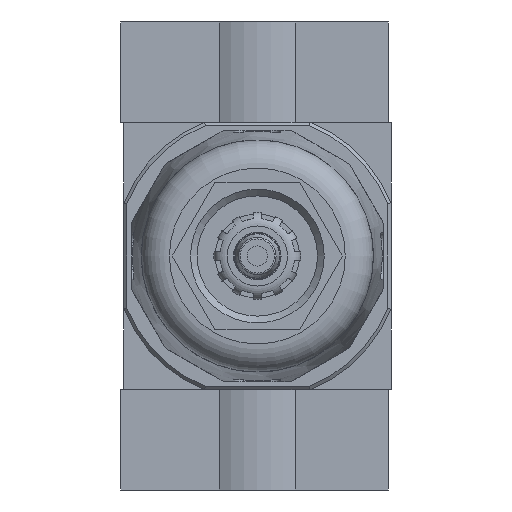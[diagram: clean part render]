
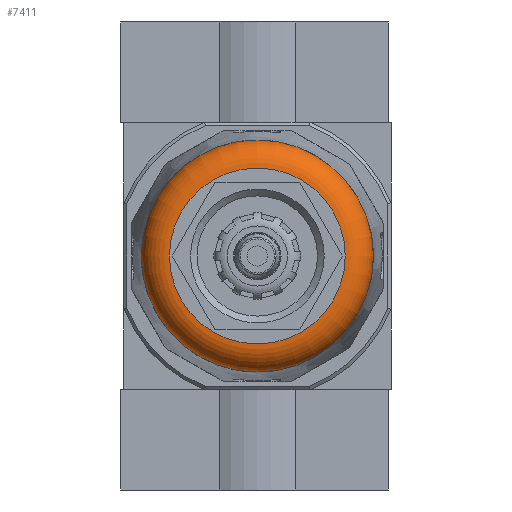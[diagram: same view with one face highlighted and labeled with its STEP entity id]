
A CAD part, front view. The second image highlights one B-rep face of the part: STEP entity #7411.
In plain terms, the highlighted toroidal (fillet/blend) face has major radius 13.15 mm and minor radius 4.2 mm.
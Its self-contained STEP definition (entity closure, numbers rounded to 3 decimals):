
#78=TOROIDAL_SURFACE('',#7920,13.15,4.2);
#1877=ORIENTED_EDGE('',*,*,#3464,.T.);
#1878=ORIENTED_EDGE('',*,*,#3463,.F.);
#3463=EDGE_CURVE('',#4256,#4256,#4762,.T.);
#3464=EDGE_CURVE('',#4257,#4257,#4763,.T.);
#4256=VERTEX_POINT('',#11187);
#4257=VERTEX_POINT('',#11190);
#4762=CIRCLE('',#7919,13.15);
#4763=CIRCLE('',#7921,17.35);
#5115=EDGE_LOOP('',(#1877));
#5116=EDGE_LOOP('',(#1878));
#5643=FACE_BOUND('',#5115,.T.);
#5644=FACE_BOUND('',#5116,.T.);
#7411=ADVANCED_FACE('',(#5643,#5644),#78,.T.);
#7919=AXIS2_PLACEMENT_3D('',#11186,#8966,#8967);
#7920=AXIS2_PLACEMENT_3D('',#11188,#8968,#8969);
#7921=AXIS2_PLACEMENT_3D('',#11189,#8970,#8971);
#8966=DIRECTION('',(0.,-1.,0.));
#8967=DIRECTION('',(0.,0.,-1.));
#8968=DIRECTION('',(0.,-1.,0.));
#8969=DIRECTION('',(0.,0.,-1.));
#8970=DIRECTION('',(0.,-1.,0.));
#8971=DIRECTION('',(0.,0.,-1.));
#11186=CARTESIAN_POINT('',(0.,-119.,0.));
#11187=CARTESIAN_POINT('',(0.,-119.,-13.15));
#11188=CARTESIAN_POINT('',(0.,-114.8,0.));
#11189=CARTESIAN_POINT('',(0.,-114.8,0.));
#11190=CARTESIAN_POINT('',(0.,-114.8,-17.35));
